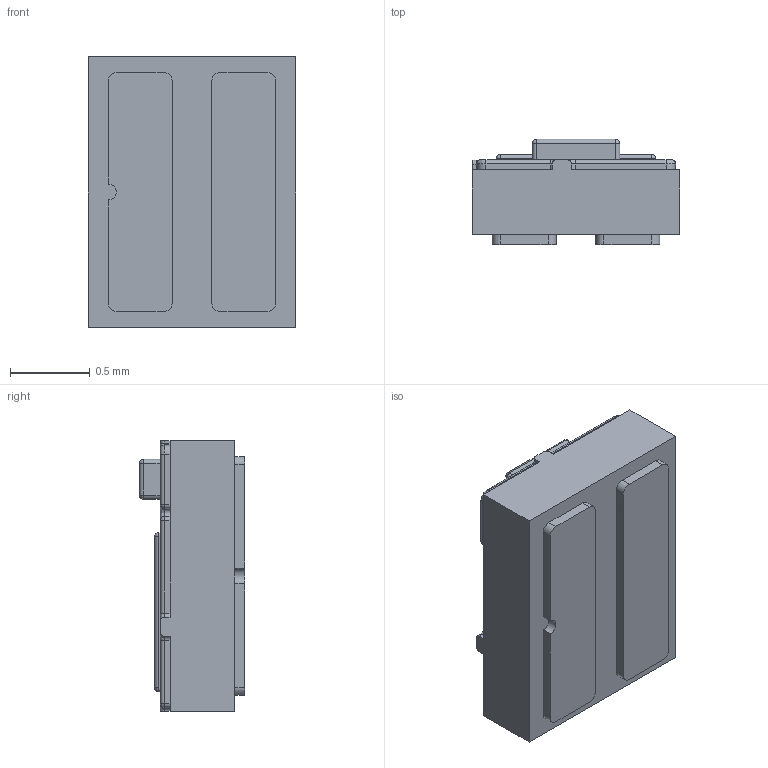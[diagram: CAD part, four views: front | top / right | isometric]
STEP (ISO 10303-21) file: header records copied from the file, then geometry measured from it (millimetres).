
FILE_DESCRIPTION (( 'STEP AP214' ), '1' );
FILE_NAME ('LUXEON Z InGaN Direct Color 0660.STEP', '2023-01-28T16:43:50', ( '' ), ( '' ), 'SwSTEP 2.0', 'SolidWorks 2022', '' );
FILE_SCHEMA (( 'AUTOMOTIVE_DESIGN' ));
Length unit declared in the file: inch
Products named in the file (1): LUXEON Z InGaN Direct Color 0660
Bounding box: 1.3 x 0.66 x 1.7 mm (x, y, z)
Volume: 1.1 mm3; surface area: 8 mm2
Topology: 1 solids, 1 shells, 135 faces, 342 edges, 199 vertices
Faces by surface type: cylinder 61, plane 49, bspline 25
Entity records: 4272 total; most frequent: CARTESIAN_POINT 1107, DIRECTION 659, ORIENTED_EDGE 658, EDGE_CURVE 329, AXIS2_PLACEMENT_3D 233, VERTEX_POINT 199, LINE 193, VECTOR 193
